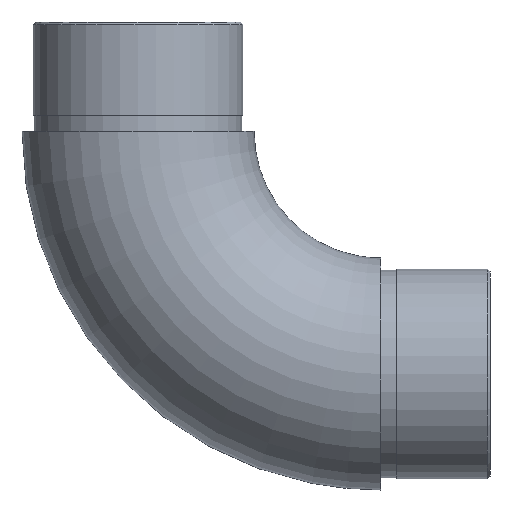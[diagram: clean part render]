
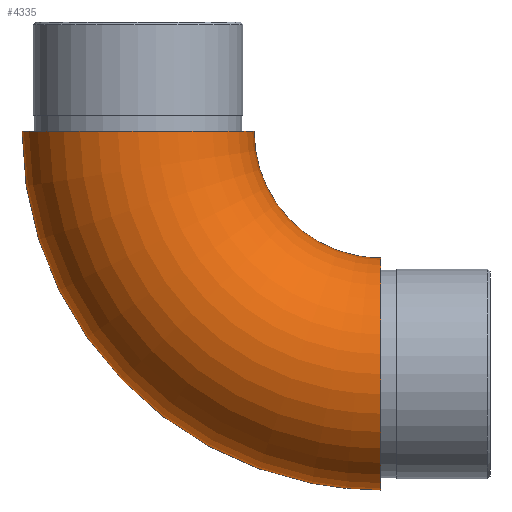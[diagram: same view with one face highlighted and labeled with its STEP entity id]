
A CAD part, left-side view. The second image highlights one B-rep face of the part: STEP entity #4335.
In plain terms, the highlighted toroidal (fillet/blend) face has major radius 44.3 mm and minor radius 21.2 mm.
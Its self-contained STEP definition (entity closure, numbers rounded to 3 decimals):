
#84 = CIRCLE ( 'NONE', #6441, 21.2 ) ;
#466 = CARTESIAN_POINT ( 'NONE',  ( 0., 0., 42.4 ) ) ;
#1191 = EDGE_LOOP ( 'NONE', ( #11647 ) ) ;
#1373 = CIRCLE ( 'NONE', #10736, 21.2 ) ;
#2185 = DIRECTION ( 'NONE',  ( 0., 0., 1. ) ) ;
#2991 = ORIENTED_EDGE ( 'NONE', *, *, #12294, .F. ) ;
#3160 = DIRECTION ( 'NONE',  ( -1., 0., 0. ) ) ;
#4335 = ADVANCED_FACE ( 'NONE', ( #12477, #12149 ), #12305, .T. ) ;
#4843 = CARTESIAN_POINT ( 'NONE',  ( 0., 0., 21.2 ) ) ;
#5650 = CARTESIAN_POINT ( 'NONE',  ( 0., 44.3, 65.5 ) ) ;
#6042 = EDGE_LOOP ( 'NONE', ( #2991 ) ) ;
#6441 = AXIS2_PLACEMENT_3D ( 'NONE', #5650, #6780, #10801 ) ;
#6577 = AXIS2_PLACEMENT_3D ( 'NONE', #10410, #3160, #2185 ) ;
#6780 = DIRECTION ( 'NONE',  ( 0., 0., 1. ) ) ;
#6839 = DIRECTION ( 'NONE',  ( 0., 0., 1. ) ) ;
#6876 = DIRECTION ( 'NONE',  ( 0., 1., 0. ) ) ;
#8386 = VERTEX_POINT ( 'NONE', #466 ) ;
#9181 = EDGE_CURVE ( 'NONE', #8386, #8386, #1373, .T. ) ;
#9356 = VERTEX_POINT ( 'NONE', #10849 ) ;
#10410 = CARTESIAN_POINT ( 'NONE',  ( 0., 0., 65.5 ) ) ;
#10736 = AXIS2_PLACEMENT_3D ( 'NONE', #4843, #6876, #6839 ) ;
#10801 = DIRECTION ( 'NONE',  ( 0., -1., 0. ) ) ;
#10849 = CARTESIAN_POINT ( 'NONE',  ( 0., 23.1, 65.5 ) ) ;
#11647 = ORIENTED_EDGE ( 'NONE', *, *, #9181, .T. ) ;
#12149 = FACE_OUTER_BOUND ( 'NONE', #1191, .T. ) ;
#12294 = EDGE_CURVE ( 'NONE', #9356, #9356, #84, .T. ) ;
#12305 = TOROIDAL_SURFACE ( 'NONE', #6577, 44.3, 21.2 ) ;
#12477 = FACE_OUTER_BOUND ( 'NONE', #6042, .T. ) ;
